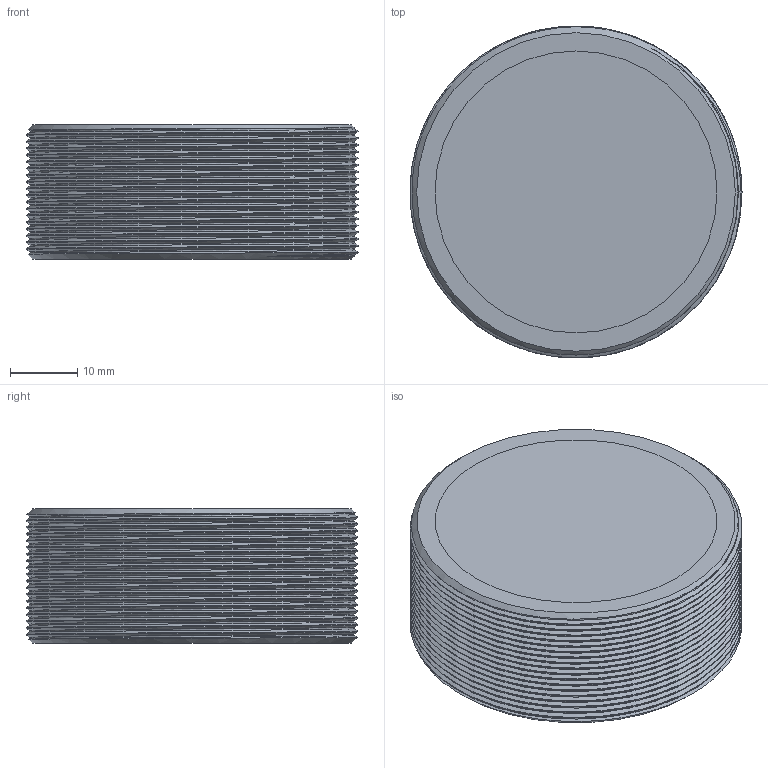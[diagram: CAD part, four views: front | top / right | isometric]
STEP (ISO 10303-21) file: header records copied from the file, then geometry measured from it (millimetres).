
FILE_DESCRIPTION(('FreeCAD Model'),'2;1');
FILE_NAME('Open CASCADE Shape Model','2025-06-22T11:51:05',('BT'),(''), 'Open CASCADE STEP processor 7.8','FreeCAD','Unknown');
FILE_SCHEMA(('AUTOMOTIVE_DESIGN { 1 0 10303 214 1 1 1 1 }'));
Length unit declared in the file: millimetre
Products named in the file (2): Body-Cylinder; 50x20-ThreadedRod
Bounding box: 49.45 x 49.44 x 20 mm (x, y, z)
Surface area: 14027.9 mm2
Topology: 2 solids, 2 shells, 90 faces, 179 edges, 92 vertices
Faces by surface type: bspline 61, cylinder 21, plane 4, cone 4
Full cylindrical faces by diameter (mm): 42 x1, 49.45 x18
Entity records: 8787 total; most frequent: CARTESIAN_POINT 7470, ORIENTED_EDGE 356, EDGE_CURVE 178, B_SPLINE_CURVE_WITH_KNOTS 106, DIRECTION 100, VERTEX_POINT 92, ADVANCED_FACE 90, FACE_BOUND 90
